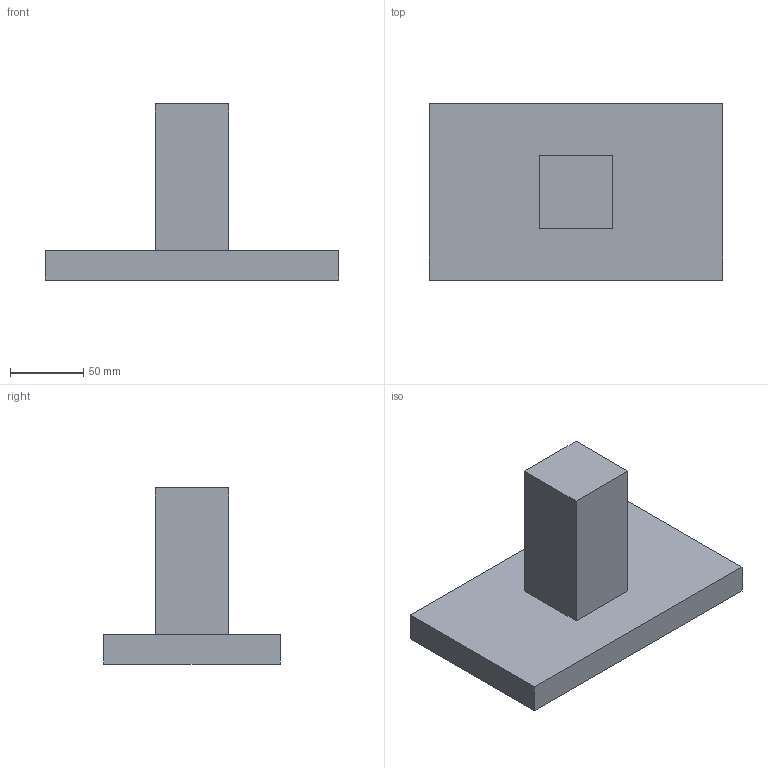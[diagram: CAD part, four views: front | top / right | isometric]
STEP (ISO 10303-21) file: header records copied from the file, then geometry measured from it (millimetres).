
FILE_DESCRIPTION(/* description */ ('Alibre Inc.'),/* implementation_level */ '2;1');
FILE_NAME(/* name */ 'export0',/* time_stamp */ '2013-01-24T12:27:34+01:00',/* author */ (''),/* organization */ (''),/* preprocessor_version */ 'ST-DEVELOPER v14',/* originating_system */ 'Alibre',/* authorisation */ '');
FILE_SCHEMA (('ALIBRE_SCHEMA','CONFIG_CONTROL_DESIGN'));
Length unit declared in the file: centimetre
Products named in the file (3): ID_1
Bounding box: 200 x 120 x 120 mm (x, y, z)
Volume: 730000 mm3; surface area: 85800 mm2
Topology: 2 solids, 2 shells, 12 faces, 24 edges, 16 vertices
Faces by surface type: plane 12
Entity records: 1747 total; most frequent: INTEGERVALUEPAIR 146, CARTESIAN_POINT 132, REALVALUEPAIR 97, DIRECTION 96, BOOLEANVALUEPAIR 68, STRINGVALUEPAIR 65, VECTOR 52, ORIENTED_EDGE 48
